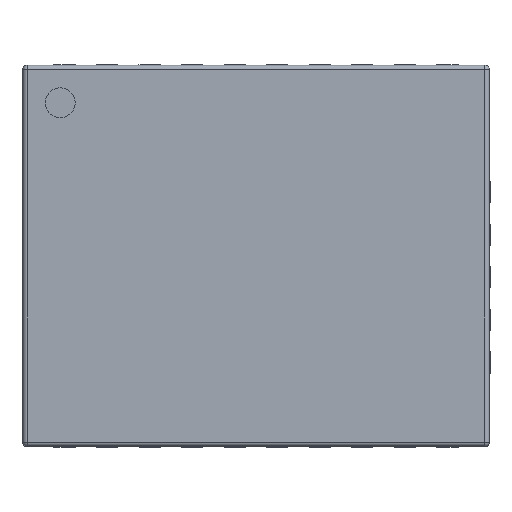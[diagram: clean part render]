
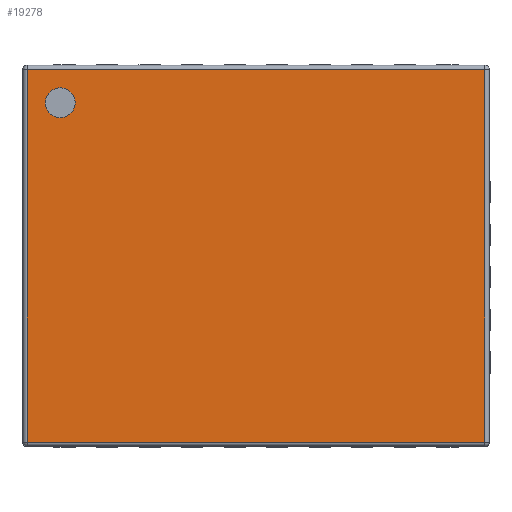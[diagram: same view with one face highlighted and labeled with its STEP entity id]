
A CAD part, top view. The second image highlights one B-rep face of the part: STEP entity #19278.
In plain terms, the highlighted planar face has unit normal (0, 0, 1).
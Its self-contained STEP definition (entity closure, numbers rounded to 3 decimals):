
#5371 = CYLINDRICAL_SURFACE('',#5372,0.05);
#5372 = AXIS2_PLACEMENT_3D('',#5373,#5374,#5375);
#5373 = CARTESIAN_POINT('',(-2.19,-2.69,0.83));
#5374 = DIRECTION('',(0.,1.,0.));
#5375 = DIRECTION('',(-1.,0.,0.));
#16449 = VERTEX_POINT('',#16450);
#16450 = CARTESIAN_POINT('',(-2.19,-2.69,0.88));
#16470 = EDGE_CURVE('',#16449,#16471,#16473,.T.);
#16471 = VERTEX_POINT('',#16472);
#16472 = CARTESIAN_POINT('',(-2.19,2.69,0.88));
#16473 = SURFACE_CURVE('',#16474,(#16478,#16485),.PCURVE_S1.);
#16474 = LINE('',#16475,#16476);
#16475 = CARTESIAN_POINT('',(-2.19,-2.69,0.88));
#16476 = VECTOR('',#16477,1.);
#16477 = DIRECTION('',(0.,1.,0.));
#16478 = PCURVE('',#5371,#16479);
#16479 = DEFINITIONAL_REPRESENTATION('',(#16480),#16484);
#16480 = LINE('',#16481,#16482);
#16481 = CARTESIAN_POINT('',(1.571,0.));
#16482 = VECTOR('',#16483,1.);
#16483 = DIRECTION('',(0.,1.));
#16484 = ( GEOMETRIC_REPRESENTATION_CONTEXT(2) 
PARAMETRIC_REPRESENTATION_CONTEXT() REPRESENTATION_CONTEXT('2D SPACE',''
  ) );
#16485 = PCURVE('',#16486,#16491);
#16486 = PLANE('',#16487);
#16487 = AXIS2_PLACEMENT_3D('',#16488,#16489,#16490);
#16488 = CARTESIAN_POINT('',(-2.24,-2.74,0.88));
#16489 = DIRECTION('',(0.,0.,1.));
#16490 = DIRECTION('',(1.,0.,0.));
#16491 = DEFINITIONAL_REPRESENTATION('',(#16492),#16496);
#16492 = LINE('',#16493,#16494);
#16493 = CARTESIAN_POINT('',(0.05,0.05));
#16494 = VECTOR('',#16495,1.);
#16495 = DIRECTION('',(0.,1.));
#16496 = ( GEOMETRIC_REPRESENTATION_CONTEXT(2) 
PARAMETRIC_REPRESENTATION_CONTEXT() REPRESENTATION_CONTEXT('2D SPACE',''
  ) );
#16895 = CYLINDRICAL_SURFACE('',#16896,0.05);
#16896 = AXIS2_PLACEMENT_3D('',#16897,#16898,#16899);
#16897 = CARTESIAN_POINT('',(-2.24,-2.69,0.83));
#16898 = DIRECTION('',(1.,0.,0.));
#16899 = DIRECTION('',(0.,-1.,0.));
#17931 = CYLINDRICAL_SURFACE('',#17932,0.05);
#17932 = AXIS2_PLACEMENT_3D('',#17933,#17934,#17935);
#17933 = CARTESIAN_POINT('',(2.19,-2.69,0.83));
#17934 = DIRECTION('',(0.,1.,0.));
#17935 = DIRECTION('',(0.,0.,1.));
#18316 = CYLINDRICAL_SURFACE('',#18317,0.05);
#18317 = AXIS2_PLACEMENT_3D('',#18318,#18319,#18320);
#18318 = CARTESIAN_POINT('',(-2.24,2.69,0.83));
#18319 = DIRECTION('',(1.,0.,0.));
#18320 = DIRECTION('',(0.,1.,0.));
#19278 = ADVANCED_FACE('',(#19279,#19349),#16486,.T.);
#19279 = FACE_BOUND('',#19280,.T.);
#19280 = EDGE_LOOP('',(#19281,#19304,#19327,#19348));
#19281 = ORIENTED_EDGE('',*,*,#19282,.T.);
#19282 = EDGE_CURVE('',#16449,#19283,#19285,.T.);
#19283 = VERTEX_POINT('',#19284);
#19284 = CARTESIAN_POINT('',(2.19,-2.69,0.88));
#19285 = SURFACE_CURVE('',#19286,(#19290,#19297),.PCURVE_S1.);
#19286 = LINE('',#19287,#19288);
#19287 = CARTESIAN_POINT('',(-2.24,-2.69,0.88));
#19288 = VECTOR('',#19289,1.);
#19289 = DIRECTION('',(1.,0.,0.));
#19290 = PCURVE('',#16486,#19291);
#19291 = DEFINITIONAL_REPRESENTATION('',(#19292),#19296);
#19292 = LINE('',#19293,#19294);
#19293 = CARTESIAN_POINT('',(0.,0.05));
#19294 = VECTOR('',#19295,1.);
#19295 = DIRECTION('',(1.,0.));
#19296 = ( GEOMETRIC_REPRESENTATION_CONTEXT(2) 
PARAMETRIC_REPRESENTATION_CONTEXT() REPRESENTATION_CONTEXT('2D SPACE',''
  ) );
#19297 = PCURVE('',#16895,#19298);
#19298 = DEFINITIONAL_REPRESENTATION('',(#19299),#19303);
#19299 = LINE('',#19300,#19301);
#19300 = CARTESIAN_POINT('',(-1.571,0.));
#19301 = VECTOR('',#19302,1.);
#19302 = DIRECTION('',(-0.,1.));
#19303 = ( GEOMETRIC_REPRESENTATION_CONTEXT(2) 
PARAMETRIC_REPRESENTATION_CONTEXT() REPRESENTATION_CONTEXT('2D SPACE',''
  ) );
#19304 = ORIENTED_EDGE('',*,*,#19305,.T.);
#19305 = EDGE_CURVE('',#19283,#19306,#19308,.T.);
#19306 = VERTEX_POINT('',#19307);
#19307 = CARTESIAN_POINT('',(2.19,2.69,0.88));
#19308 = SURFACE_CURVE('',#19309,(#19313,#19320),.PCURVE_S1.);
#19309 = LINE('',#19310,#19311);
#19310 = CARTESIAN_POINT('',(2.19,-2.69,0.88));
#19311 = VECTOR('',#19312,1.);
#19312 = DIRECTION('',(0.,1.,0.));
#19313 = PCURVE('',#16486,#19314);
#19314 = DEFINITIONAL_REPRESENTATION('',(#19315),#19319);
#19315 = LINE('',#19316,#19317);
#19316 = CARTESIAN_POINT('',(4.43,0.05));
#19317 = VECTOR('',#19318,1.);
#19318 = DIRECTION('',(0.,1.));
#19319 = ( GEOMETRIC_REPRESENTATION_CONTEXT(2) 
PARAMETRIC_REPRESENTATION_CONTEXT() REPRESENTATION_CONTEXT('2D SPACE',''
  ) );
#19320 = PCURVE('',#17931,#19321);
#19321 = DEFINITIONAL_REPRESENTATION('',(#19322),#19326);
#19322 = LINE('',#19323,#19324);
#19323 = CARTESIAN_POINT('',(0.,0.));
#19324 = VECTOR('',#19325,1.);
#19325 = DIRECTION('',(0.,1.));
#19326 = ( GEOMETRIC_REPRESENTATION_CONTEXT(2) 
PARAMETRIC_REPRESENTATION_CONTEXT() REPRESENTATION_CONTEXT('2D SPACE',''
  ) );
#19327 = ORIENTED_EDGE('',*,*,#19328,.F.);
#19328 = EDGE_CURVE('',#16471,#19306,#19329,.T.);
#19329 = SURFACE_CURVE('',#19330,(#19334,#19341),.PCURVE_S1.);
#19330 = LINE('',#19331,#19332);
#19331 = CARTESIAN_POINT('',(-2.24,2.69,0.88));
#19332 = VECTOR('',#19333,1.);
#19333 = DIRECTION('',(1.,0.,0.));
#19334 = PCURVE('',#16486,#19335);
#19335 = DEFINITIONAL_REPRESENTATION('',(#19336),#19340);
#19336 = LINE('',#19337,#19338);
#19337 = CARTESIAN_POINT('',(0.,5.43));
#19338 = VECTOR('',#19339,1.);
#19339 = DIRECTION('',(1.,0.));
#19340 = ( GEOMETRIC_REPRESENTATION_CONTEXT(2) 
PARAMETRIC_REPRESENTATION_CONTEXT() REPRESENTATION_CONTEXT('2D SPACE',''
  ) );
#19341 = PCURVE('',#18316,#19342);
#19342 = DEFINITIONAL_REPRESENTATION('',(#19343),#19347);
#19343 = LINE('',#19344,#19345);
#19344 = CARTESIAN_POINT('',(1.571,0.));
#19345 = VECTOR('',#19346,1.);
#19346 = DIRECTION('',(0.,1.));
#19347 = ( GEOMETRIC_REPRESENTATION_CONTEXT(2) 
PARAMETRIC_REPRESENTATION_CONTEXT() REPRESENTATION_CONTEXT('2D SPACE',''
  ) );
#19348 = ORIENTED_EDGE('',*,*,#16470,.F.);
#19349 = FACE_BOUND('',#19350,.T.);
#19350 = EDGE_LOOP('',(#19351));
#19351 = ORIENTED_EDGE('',*,*,#19352,.F.);
#19352 = EDGE_CURVE('',#19353,#19353,#19355,.T.);
#19353 = VERTEX_POINT('',#19354);
#19354 = CARTESIAN_POINT('',(-1.625,-2.3,0.88));
#19355 = SURFACE_CURVE('',#19356,(#19361,#19368),.PCURVE_S1.);
#19356 = CIRCLE('',#19357,0.175);
#19357 = AXIS2_PLACEMENT_3D('',#19358,#19359,#19360);
#19358 = CARTESIAN_POINT('',(-1.8,-2.3,0.88));
#19359 = DIRECTION('',(0.,0.,1.));
#19360 = DIRECTION('',(1.,0.,0.));
#19361 = PCURVE('',#16486,#19362);
#19362 = DEFINITIONAL_REPRESENTATION('',(#19363),#19367);
#19363 = CIRCLE('',#19364,0.175);
#19364 = AXIS2_PLACEMENT_2D('',#19365,#19366);
#19365 = CARTESIAN_POINT('',(0.44,0.44));
#19366 = DIRECTION('',(1.,0.));
#19367 = ( GEOMETRIC_REPRESENTATION_CONTEXT(2) 
PARAMETRIC_REPRESENTATION_CONTEXT() REPRESENTATION_CONTEXT('2D SPACE',''
  ) );
#19368 = PCURVE('',#19369,#19374);
#19369 = CYLINDRICAL_SURFACE('',#19370,0.175);
#19370 = AXIS2_PLACEMENT_3D('',#19371,#19372,#19373);
#19371 = CARTESIAN_POINT('',(-1.8,-2.3,0.88));
#19372 = DIRECTION('',(-0.,-0.,-1.));
#19373 = DIRECTION('',(1.,0.,0.));
#19374 = DEFINITIONAL_REPRESENTATION('',(#19375),#19379);
#19375 = LINE('',#19376,#19377);
#19376 = CARTESIAN_POINT('',(-0.,0.));
#19377 = VECTOR('',#19378,1.);
#19378 = DIRECTION('',(-1.,0.));
#19379 = ( GEOMETRIC_REPRESENTATION_CONTEXT(2) 
PARAMETRIC_REPRESENTATION_CONTEXT() REPRESENTATION_CONTEXT('2D SPACE',''
  ) );
